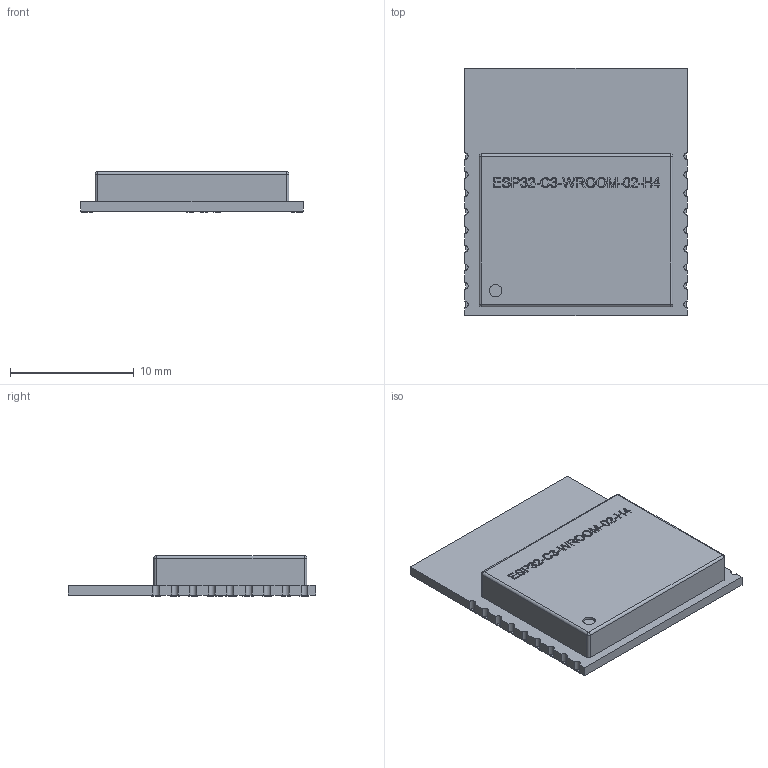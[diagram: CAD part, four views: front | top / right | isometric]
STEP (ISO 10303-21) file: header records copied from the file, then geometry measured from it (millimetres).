
FILE_DESCRIPTION(/* description */ (''),/* implementation_level */ '2;1');
FILE_NAME(/* name */ 'esp32C3WROOM02H4 v0.step',/* time_stamp */ '2021-08-09T17:08:24+09:00',/* author */ (''),/* organization */ (''),/* preprocessor_version */ 'ST-DEVELOPER v18.1',/* originating_system */ 'Autodesk Translation Framework v10.9.0.1377',/* authorisation */ '');
FILE_SCHEMA (('AUTOMOTIVE_DESIGN { 1 0 10303 214 3 1 1 }'));
Length unit declared in the file: millimetre
Products named in the file (3): esp32C3WROOM02H4; Body; Pins
Assembly tree (2 placements, depth 2):
  esp32C3WROOM02H4
    Body
    Pins
Bounding box: 18 x 20 x 3.3 mm (x, y, z)
Volume: 752.7 mm3; surface area: 952.6 mm2
Topology: 28 solids, 28 shells, 604 faces, 1548 edges, 1028 vertices
Faces by surface type: plane 335, bspline 238, cylinder 27, sphere 4
Full cylindrical faces by diameter (mm): 1 x1
Entity records: 20451 total; most frequent: CARTESIAN_POINT 7231, ORIENTED_EDGE 3096, DIRECTION 1868, EDGE_CURVE 1548, VERTEX_POINT 1028, LINE 1018, VECTOR 1018, EDGE_LOOP 632
